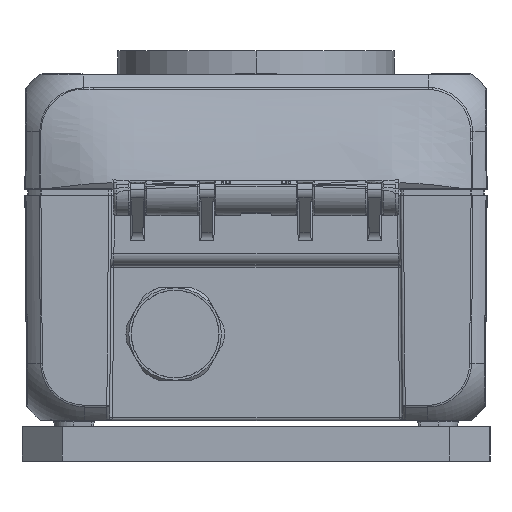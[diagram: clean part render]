
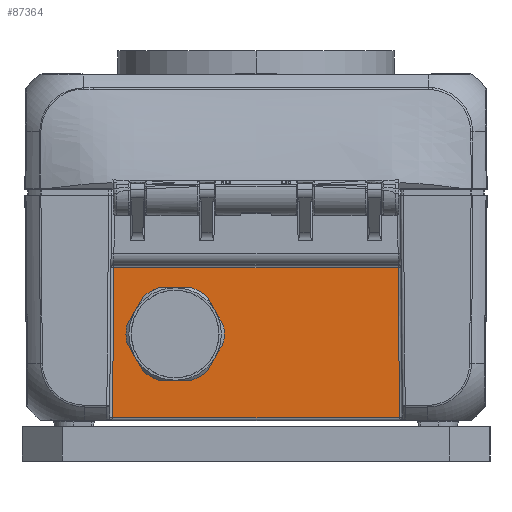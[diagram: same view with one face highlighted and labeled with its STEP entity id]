
A CAD part, left-side view. The second image highlights one B-rep face of the part: STEP entity #87364.
In plain terms, the highlighted planar face has unit normal (-1, 0, -0.009).
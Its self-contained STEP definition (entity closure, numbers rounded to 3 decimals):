
#14641=DIRECTION('',(0.,-1.,0.));
#14642=VECTOR('',#14641,49.218);
#14643=CARTESIAN_POINT('',(-60.382,24.609,
-13.496));
#14644=LINE('',#14643,#14642);
#14645=DIRECTION('',(0.009,-0.009,-1.));
#14646=VECTOR('',#14645,26.011);
#14647=CARTESIAN_POINT('',(-60.382,-24.609,
-13.496));
#14648=LINE('',#14647,#14646);
#14649=DIRECTION('',(0.,1.,0.));
#14650=VECTOR('',#14649,49.672);
#14651=CARTESIAN_POINT('',(-60.155,-24.836,
-39.504));
#14652=LINE('',#14651,#14650);
#14653=DIRECTION('',(-0.009,-0.009,1.));
#14654=VECTOR('',#14653,26.011);
#14655=CARTESIAN_POINT('',(-60.155,24.836,
-39.504));
#14656=LINE('',#14655,#14654);
#14657=CARTESIAN_POINT('',(-60.282,20.,
-25.));
#14658=CARTESIAN_POINT('',(-60.277,20.,
-25.497));
#14659=CARTESIAN_POINT('',(-60.269,19.88,
-26.456));
#14660=CARTESIAN_POINT('',(-60.257,19.36,
-27.826));
#14661=CARTESIAN_POINT('',(-60.247,18.525,
-29.027));
#14662=CARTESIAN_POINT('',(-60.238,17.45,
-29.978));
#14663=CARTESIAN_POINT('',(-60.232,16.165,
-30.659));
#14664=CARTESIAN_POINT('',(-60.229,14.75,
-31.012));
#14665=CARTESIAN_POINT('',(-60.229,13.296,
-31.017));
#14666=CARTESIAN_POINT('',(-60.232,11.882,
-30.676));
#14667=CARTESIAN_POINT('',(-60.238,10.589,
-30.006));
#14668=CARTESIAN_POINT('',(-60.246,9.497,
-29.053));
#14669=CARTESIAN_POINT('',(-60.257,8.647,
-27.843));
#14670=CARTESIAN_POINT('',(-60.269,8.12,
-26.459));
#14671=CARTESIAN_POINT('',(-60.277,8.,
-25.497));
#14672=CARTESIAN_POINT('',(-60.282,8.,
-25.));
#14674=CARTESIAN_POINT('',(-60.282,8.,
-25.));
#14675=CARTESIAN_POINT('',(-60.286,8.,
-24.503));
#14676=CARTESIAN_POINT('',(-60.295,8.12,
-23.544));
#14677=CARTESIAN_POINT('',(-60.306,8.64,
-22.174));
#14678=CARTESIAN_POINT('',(-60.317,9.475,
-20.973));
#14679=CARTESIAN_POINT('',(-60.325,10.55,
-20.022));
#14680=CARTESIAN_POINT('',(-60.331,11.835,
-19.341));
#14681=CARTESIAN_POINT('',(-60.334,13.25,
-18.988));
#14682=CARTESIAN_POINT('',(-60.334,14.704,
-18.983));
#14683=CARTESIAN_POINT('',(-60.331,16.118,
-19.324));
#14684=CARTESIAN_POINT('',(-60.326,17.411,
-19.994));
#14685=CARTESIAN_POINT('',(-60.317,18.503,
-20.947));
#14686=CARTESIAN_POINT('',(-60.307,19.353,
-22.157));
#14687=CARTESIAN_POINT('',(-60.295,19.88,
-23.541));
#14688=CARTESIAN_POINT('',(-60.286,20.,
-24.503));
#14689=CARTESIAN_POINT('',(-60.282,20.,
-25.));
#47652=CARTESIAN_POINT('',(-60.382,-24.609,
-13.496));
#47653=VERTEX_POINT('',#47652);
#47660=CARTESIAN_POINT('',(-60.155,-24.836,
-39.504));
#47661=VERTEX_POINT('',#47660);
#49197=CARTESIAN_POINT('',(-60.282,20.,
-25.));
#49198=VERTEX_POINT('',#49197);
#49199=VERTEX_POINT('',#14674);
#49200=CARTESIAN_POINT('',(-60.382,24.609,
-13.496));
#49201=VERTEX_POINT('',#49200);
#49202=CARTESIAN_POINT('',(-60.155,24.836,
-39.504));
#49203=VERTEX_POINT('',#49202);
#87345=CARTESIAN_POINT('',(-60.491,-25.,-1.));
#87346=DIRECTION('',(1.,0.,0.009));
#87347=DIRECTION('',(0.009,0.,-1.));
#87348=AXIS2_PLACEMENT_3D('',#87345,#87346,#87347);
#87349=PLANE('',#87348);
#87350=ORIENTED_EDGE('',*,*,#87329,.T.);
#87351=ORIENTED_EDGE('',*,*,#87189,.T.);
#87353=ORIENTED_EDGE('',*,*,#87352,.T.);
#87355=ORIENTED_EDGE('',*,*,#87354,.T.);
#87356=EDGE_LOOP('',(#87350,#87351,#87353,#87355));
#87357=FACE_OUTER_BOUND('',#87356,.F.);
#87359=ORIENTED_EDGE('',*,*,#87358,.T.);
#87361=ORIENTED_EDGE('',*,*,#87360,.T.);
#87362=EDGE_LOOP('',(#87359,#87361));
#87363=FACE_BOUND('',#87362,.F.);
#87364=ADVANCED_FACE('',(#87357,#87363),#87349,.F.);
#14673=B_SPLINE_CURVE_WITH_KNOTS('',3,(#14657,#14658,#14659,#14660,#14661,
#14662,#14663,#14664,#14665,#14666,#14667,#14668,#14669,#14670,#14671,#14672),
.UNSPECIFIED.,.F.,.F.,(4,1,1,1,1,1,1,1,1,1,1,1,1,4),(0.,0.077,
0.154,0.231,0.308,0.385,
0.462,0.538,0.615,0.692,
0.769,0.846,0.923,1.),.UNSPECIFIED.);
#14690=B_SPLINE_CURVE_WITH_KNOTS('',3,(#14674,#14675,#14676,#14677,#14678,
#14679,#14680,#14681,#14682,#14683,#14684,#14685,#14686,#14687,#14688,#14689),
.UNSPECIFIED.,.F.,.F.,(4,1,1,1,1,1,1,1,1,1,1,1,1,4),(0.,0.077,
0.154,0.231,0.308,0.385,
0.462,0.538,0.615,0.692,
0.769,0.846,0.923,1.),.UNSPECIFIED.);
#87189=EDGE_CURVE('',#47653,#47661,#14648,.T.);
#87329=EDGE_CURVE('',#49201,#47653,#14644,.T.);
#87352=EDGE_CURVE('',#47661,#49203,#14652,.T.);
#87354=EDGE_CURVE('',#49203,#49201,#14656,.T.);
#87358=EDGE_CURVE('',#49198,#49199,#14673,.T.);
#87360=EDGE_CURVE('',#49199,#49198,#14690,.T.);
